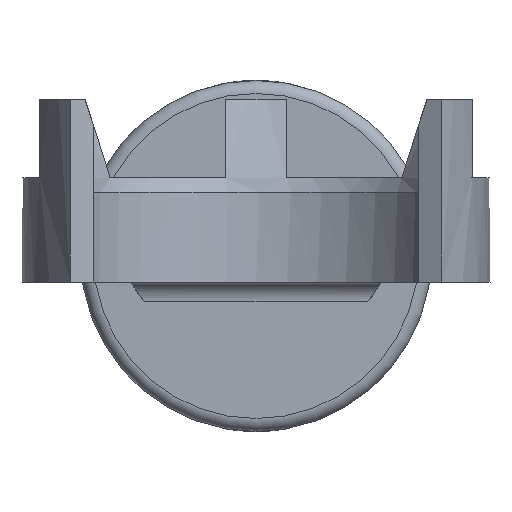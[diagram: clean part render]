
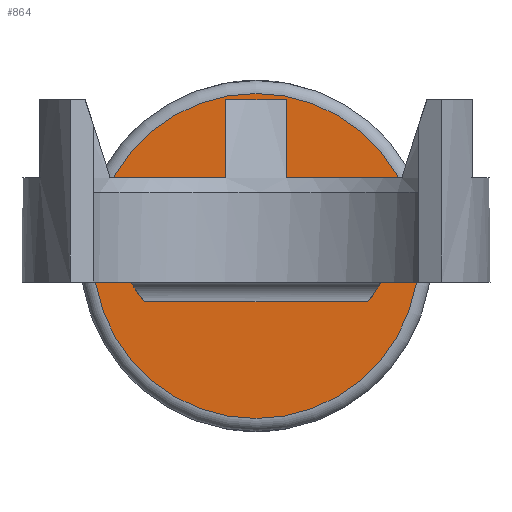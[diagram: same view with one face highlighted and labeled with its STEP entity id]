
A CAD part, left-side view. The second image highlights one B-rep face of the part: STEP entity #864.
In plain terms, the highlighted planar face has unit normal (-1, 0, 0).
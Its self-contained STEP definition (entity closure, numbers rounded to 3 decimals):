
#90=PLANE('',#910);
#151=CIRCLE('',#911,12.5);
#152=CIRCLE('',#912,5.);
#153=CIRCLE('',#913,5.);
#198=VERTEX_POINT('',#1129);
#199=VERTEX_POINT('',#1131);
#200=VERTEX_POINT('',#1132);
#201=VERTEX_POINT('',#1134);
#202=VERTEX_POINT('',#1136);
#278=VECTOR('',#1622,1.);
#279=VECTOR('',#1625,1.);
#332=LINE('',#1130,#278);
#333=LINE('',#1135,#279);
#391=EDGE_CURVE('',#198,#198,#151,.T.);
#392=EDGE_CURVE('',#199,#200,#332,.T.);
#393=EDGE_CURVE('',#200,#201,#152,.T.);
#394=EDGE_CURVE('',#201,#202,#333,.T.);
#395=EDGE_CURVE('',#202,#199,#153,.T.);
#519=ORIENTED_EDGE('',*,*,#391,.T.);
#520=ORIENTED_EDGE('',*,*,#392,.T.);
#521=ORIENTED_EDGE('',*,*,#393,.T.);
#522=ORIENTED_EDGE('',*,*,#394,.T.);
#523=ORIENTED_EDGE('',*,*,#395,.T.);
#764=EDGE_LOOP('',(#519));
#765=EDGE_LOOP('',(#520,#521,#522,#523));
#814=FACE_BOUND('',#764,.T.);
#815=FACE_BOUND('',#765,.T.);
#864=ADVANCED_FACE('',(#814,#815),#90,.T.);
#910=AXIS2_PLACEMENT_3D('',#1127,#1619,$);
#911=AXIS2_PLACEMENT_3D('',#1128,#1620,#1621);
#912=AXIS2_PLACEMENT_3D('',#1133,#1623,#1624);
#913=AXIS2_PLACEMENT_3D('',#1137,#1626,#1627);
#1127=CARTESIAN_POINT('',(28.04,0.,2.));
#1128=CARTESIAN_POINT('',(28.04,0.,2.));
#1129=CARTESIAN_POINT('',(28.04,-12.5,2.));
#1130=CARTESIAN_POINT('',(28.04,8.571,5.5));
#1131=CARTESIAN_POINT('',(28.04,8.571,5.5));
#1132=CARTESIAN_POINT('',(28.04,-8.571,5.5));
#1133=CARTESIAN_POINT('',(28.04,-5.,2.));
#1134=CARTESIAN_POINT('',(28.04,-8.571,-1.5));
#1135=CARTESIAN_POINT('',(28.04,-8.571,-1.5));
#1136=CARTESIAN_POINT('',(28.04,8.571,-1.5));
#1137=CARTESIAN_POINT('',(28.04,5.,2.));
#1619=DIRECTION('',(-1.,0.,0.));
#1620=DIRECTION('',(-1.,0.,0.));
#1621=DIRECTION('',(0.,-12.5,0.));
#1622=DIRECTION('',(0.,-1.,0.));
#1623=DIRECTION('',(1.,0.,0.));
#1624=DIRECTION('',(0.,5.,0.));
#1625=DIRECTION('',(0.,1.,0.));
#1626=DIRECTION('',(1.,0.,0.));
#1627=DIRECTION('',(0.,-5.,0.));
